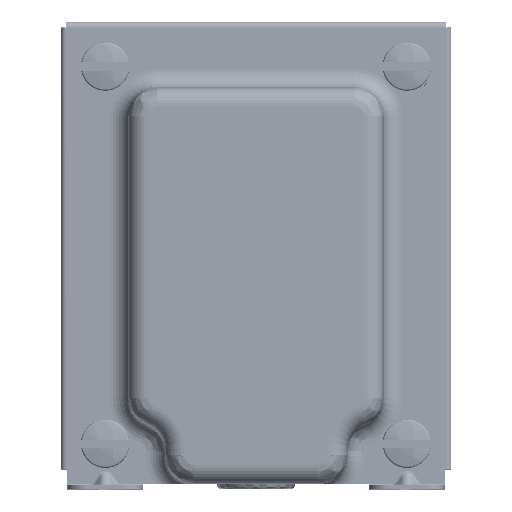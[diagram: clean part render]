
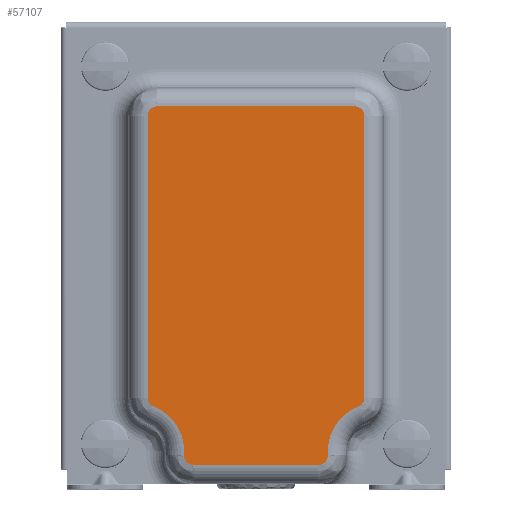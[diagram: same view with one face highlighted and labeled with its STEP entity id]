
A CAD part, top view. The second image highlights one B-rep face of the part: STEP entity #57107.
In plain terms, the highlighted planar face has unit normal (0, 0, 1).
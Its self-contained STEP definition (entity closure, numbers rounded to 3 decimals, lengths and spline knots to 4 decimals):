
#3956=PLANE('',#61877);
#6381=FACE_OUTER_BOUND('',#10169,.T.);
#10169=EDGE_LOOP('',(#48749,#48750,#48751,#48752,#48753,#48754,#48755,#48756,
#48757,#48758,#48759,#48760,#48761,#48762));
#15582=LINE('',#90897,#20842);
#15583=LINE('',#90901,#20843);
#15584=LINE('',#90907,#20844);
#15585=LINE('',#90911,#20845);
#15586=LINE('',#90915,#20846);
#15587=LINE('',#90920,#20847);
#20842=VECTOR('',#74960,0.3937);
#20843=VECTOR('',#74963,0.3937);
#20844=VECTOR('',#74968,0.3937);
#20845=VECTOR('',#74971,0.3937);
#20846=VECTOR('',#74974,0.3937);
#20847=VECTOR('',#74979,0.3937);
#23030=CIRCLE('',#61878,0.0625);
#23031=CIRCLE('',#61879,0.0625);
#23032=CIRCLE('',#61880,0.0625);
#23033=CIRCLE('',#61881,0.3125);
#23034=CIRCLE('',#61882,0.0625);
#23035=CIRCLE('',#61883,0.0625);
#23036=CIRCLE('',#61884,0.3125);
#23037=CIRCLE('',#61885,0.0625);
#27361=VERTEX_POINT('',#90893);
#27362=VERTEX_POINT('',#90894);
#27363=VERTEX_POINT('',#90896);
#27364=VERTEX_POINT('',#90898);
#27365=VERTEX_POINT('',#90900);
#27366=VERTEX_POINT('',#90902);
#27367=VERTEX_POINT('',#90904);
#27368=VERTEX_POINT('',#90906);
#27369=VERTEX_POINT('',#90908);
#27370=VERTEX_POINT('',#90910);
#27371=VERTEX_POINT('',#90912);
#27372=VERTEX_POINT('',#90914);
#27373=VERTEX_POINT('',#90916);
#27374=VERTEX_POINT('',#90918);
#34725=EDGE_CURVE('',#27361,#27362,#23030,.T.);
#34726=EDGE_CURVE('',#27363,#27361,#15582,.T.);
#34727=EDGE_CURVE('',#27364,#27363,#23031,.T.);
#34728=EDGE_CURVE('',#27365,#27364,#15583,.T.);
#34729=EDGE_CURVE('',#27366,#27365,#23032,.T.);
#34730=EDGE_CURVE('',#27367,#27366,#23033,.T.);
#34731=EDGE_CURVE('',#27368,#27367,#15584,.T.);
#34732=EDGE_CURVE('',#27369,#27368,#23034,.T.);
#34733=EDGE_CURVE('',#27370,#27369,#15585,.T.);
#34734=EDGE_CURVE('',#27371,#27370,#23035,.T.);
#34735=EDGE_CURVE('',#27372,#27371,#15586,.T.);
#34736=EDGE_CURVE('',#27373,#27372,#23036,.T.);
#34737=EDGE_CURVE('',#27374,#27373,#23037,.T.);
#34738=EDGE_CURVE('',#27362,#27374,#15587,.T.);
#48749=ORIENTED_EDGE('',*,*,#34725,.F.);
#48750=ORIENTED_EDGE('',*,*,#34726,.F.);
#48751=ORIENTED_EDGE('',*,*,#34727,.F.);
#48752=ORIENTED_EDGE('',*,*,#34728,.F.);
#48753=ORIENTED_EDGE('',*,*,#34729,.F.);
#48754=ORIENTED_EDGE('',*,*,#34730,.F.);
#48755=ORIENTED_EDGE('',*,*,#34731,.F.);
#48756=ORIENTED_EDGE('',*,*,#34732,.F.);
#48757=ORIENTED_EDGE('',*,*,#34733,.F.);
#48758=ORIENTED_EDGE('',*,*,#34734,.F.);
#48759=ORIENTED_EDGE('',*,*,#34735,.F.);
#48760=ORIENTED_EDGE('',*,*,#34736,.F.);
#48761=ORIENTED_EDGE('',*,*,#34737,.F.);
#48762=ORIENTED_EDGE('',*,*,#34738,.F.);
#57107=ADVANCED_FACE('',(#6381),#3956,.T.);
#61877=AXIS2_PLACEMENT_3D('',#90892,#74956,#74957);
#61878=AXIS2_PLACEMENT_3D('',#90895,#74958,#74959);
#61879=AXIS2_PLACEMENT_3D('',#90899,#74961,#74962);
#61880=AXIS2_PLACEMENT_3D('',#90903,#74964,#74965);
#61881=AXIS2_PLACEMENT_3D('',#90905,#74966,#74967);
#61882=AXIS2_PLACEMENT_3D('',#90909,#74969,#74970);
#61883=AXIS2_PLACEMENT_3D('',#90913,#74972,#74973);
#61884=AXIS2_PLACEMENT_3D('',#90917,#74975,#74976);
#61885=AXIS2_PLACEMENT_3D('',#90919,#74977,#74978);
#74956=DIRECTION('center_axis',(0.,0.,1.));
#74957=DIRECTION('ref_axis',(1.,0.,0.));
#74958=DIRECTION('center_axis',(0.,0.,-1.));
#74959=DIRECTION('ref_axis',(0.986,0.169,0.));
#74960=DIRECTION('',(1.,0.,0.));
#74961=DIRECTION('center_axis',(0.,0.,-1.));
#74962=DIRECTION('ref_axis',(-0.986,0.169,0.));
#74963=DIRECTION('',(0.,1.,0.));
#74964=DIRECTION('center_axis',(0.,0.,-1.));
#74965=DIRECTION('ref_axis',(-0.823,-0.568,0.));
#74966=DIRECTION('center_axis',(0.,0.,1.));
#74967=DIRECTION('ref_axis',(0.823,0.568,0.));
#74968=DIRECTION('',(0.,1.,0.));
#74969=DIRECTION('center_axis',(0.,0.,-1.));
#74970=DIRECTION('ref_axis',(-0.707,-0.707,0.));
#74971=DIRECTION('',(-1.,0.,0.));
#74972=DIRECTION('center_axis',(0.,0.,-1.));
#74973=DIRECTION('ref_axis',(0.707,-0.707,0.));
#74974=DIRECTION('',(0.,-1.,0.));
#74975=DIRECTION('center_axis',(0.,0.,1.));
#74976=DIRECTION('ref_axis',(-0.823,0.568,0.));
#74977=DIRECTION('center_axis',(0.,0.,-1.));
#74978=DIRECTION('ref_axis',(0.823,-0.568,0.));
#74979=DIRECTION('',(0.,-1.,0.));
#90892=CARTESIAN_POINT('Origin',(0.,1.3125,0.8564));
#90893=CARTESIAN_POINT('',(0.6563,2.5,0.8564));
#90894=CARTESIAN_POINT('',(0.7188,2.4375,0.8564));
#90895=CARTESIAN_POINT('Origin',(0.6563,2.4375,0.8564));
#90896=CARTESIAN_POINT('',(-0.6563,2.5,0.8564));
#90897=CARTESIAN_POINT('',(0.4219,2.5,0.8564));
#90898=CARTESIAN_POINT('',(-0.7188,2.4375,0.8564));
#90899=CARTESIAN_POINT('Origin',(-0.6563,2.4375,0.8564));
#90900=CARTESIAN_POINT('',(-0.7188,0.5694,0.8564));
#90901=CARTESIAN_POINT('',(-0.7188,1.9688,0.8564));
#90902=CARTESIAN_POINT('',(-0.6784,0.511,0.8564));
#90903=CARTESIAN_POINT('Origin',(-0.6563,0.5694,0.8564));
#90904=CARTESIAN_POINT('',(-0.4766,0.2188,0.8564));
#90905=CARTESIAN_POINT('Origin',(-0.7891,0.2188,0.8564));
#90906=CARTESIAN_POINT('',(-0.4766,0.1875,0.8564));
#90907=CARTESIAN_POINT('',(-0.4766,0.8594,0.8564));
#90908=CARTESIAN_POINT('',(-0.4141,0.125,0.8564));
#90909=CARTESIAN_POINT('Origin',(-0.4141,0.1875,0.8564));
#90910=CARTESIAN_POINT('',(0.4141,0.125,0.8564));
#90911=CARTESIAN_POINT('',(0.,0.125,0.8564));
#90912=CARTESIAN_POINT('',(0.4766,0.1875,0.8564));
#90913=CARTESIAN_POINT('Origin',(0.4141,0.1875,0.8564));
#90914=CARTESIAN_POINT('',(0.4766,0.2188,0.8564));
#90915=CARTESIAN_POINT('',(0.4766,0.6563,0.8564));
#90916=CARTESIAN_POINT('',(0.6784,0.511,0.8564));
#90917=CARTESIAN_POINT('Origin',(0.7891,0.2188,0.8564));
#90918=CARTESIAN_POINT('',(0.7188,0.5694,0.8564));
#90919=CARTESIAN_POINT('Origin',(0.6563,0.5694,0.8564));
#90920=CARTESIAN_POINT('',(0.7188,0.8594,0.8564));
